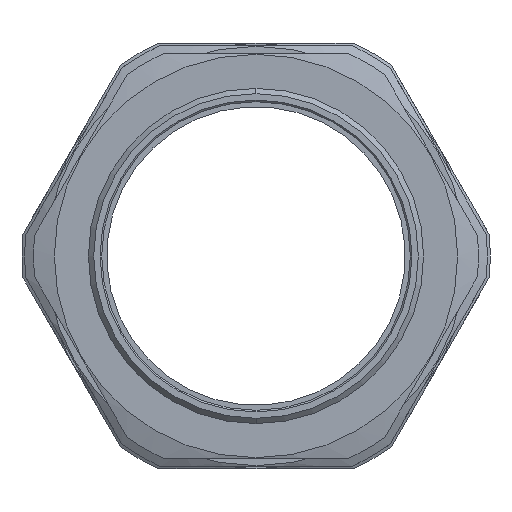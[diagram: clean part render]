
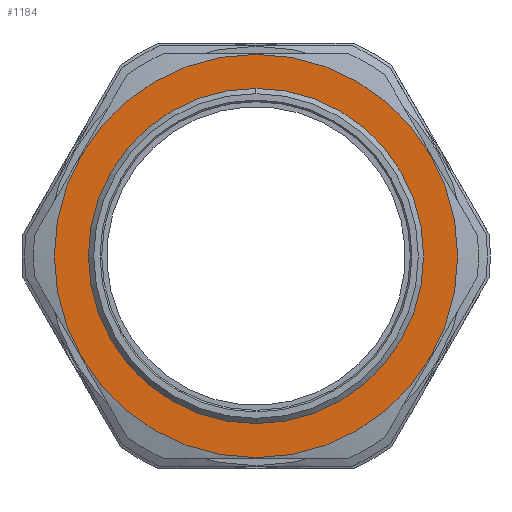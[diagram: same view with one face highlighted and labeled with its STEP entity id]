
A CAD part, left-side view. The second image highlights one B-rep face of the part: STEP entity #1184.
In plain terms, the highlighted planar face has unit normal (-1, 0, 0).
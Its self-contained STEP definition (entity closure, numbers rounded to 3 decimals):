
#161 = CARTESIAN_POINT ( 'NONE',  ( 15., 0., 0. ) ) ;
#337 = DIRECTION ( 'NONE',  ( 0., 0., -1. ) ) ;
#340 = DIRECTION ( 'NONE',  ( 1., 0., 0. ) ) ;
#347 = CARTESIAN_POINT ( 'NONE',  ( 15., 0., -31.5 ) ) ;
#354 = CARTESIAN_POINT ( 'NONE',  ( 15., 0., 0. ) ) ;
#410 = EDGE_CURVE ( 'NONE', #2725, #3781, #3211, .T. ) ;
#479 = DIRECTION ( 'NONE',  ( 0., 0., 1. ) ) ;
#500 = EDGE_CURVE ( 'NONE', #3781, #2725, #640, .T. ) ;
#595 = CARTESIAN_POINT ( 'NONE',  ( 15., 0., -37.9 ) ) ;
#637 = CARTESIAN_POINT ( 'NONE',  ( 15., 0., -42.3 ) ) ;
#640 = CIRCLE ( 'NONE', #3005, 37.9 ) ;
#692 = ORIENTED_EDGE ( 'NONE', *, *, #410, .F. ) ;
#735 = AXIS2_PLACEMENT_3D ( 'NONE', #637, #4148, #3215 ) ;
#746 = FACE_OUTER_BOUND ( 'NONE', #4066, .T. ) ;
#917 = VERTEX_POINT ( 'NONE', #1758 ) ;
#955 = PLANE ( 'NONE',  #735 ) ;
#975 = CARTESIAN_POINT ( 'NONE',  ( 15., 0., 0. ) ) ;
#1184 = ADVANCED_FACE ( 'NONE', ( #746, #2369 ), #955, .F. ) ;
#1288 = DIRECTION ( 'NONE',  ( 0., 0., 1. ) ) ;
#1358 = ORIENTED_EDGE ( 'NONE', *, *, #500, .F. ) ;
#1553 = EDGE_CURVE ( 'NONE', #1871, #917, #3055, .T. ) ;
#1758 = CARTESIAN_POINT ( 'NONE',  ( 15., 0., 31.5 ) ) ;
#1871 = VERTEX_POINT ( 'NONE', #347 ) ;
#1948 = AXIS2_PLACEMENT_3D ( 'NONE', #354, #340, #337 ) ;
#1981 = ORIENTED_EDGE ( 'NONE', *, *, #1553, .F. ) ;
#2369 = FACE_BOUND ( 'NONE', #3680, .T. ) ;
#2386 = AXIS2_PLACEMENT_3D ( 'NONE', #161, #2413, #479 ) ;
#2413 = DIRECTION ( 'NONE',  ( -1., 0., 0. ) ) ;
#2600 = DIRECTION ( 'NONE',  ( 0., 0., -1. ) ) ;
#2725 = VERTEX_POINT ( 'NONE', #2851 ) ;
#2754 = CARTESIAN_POINT ( 'NONE',  ( 15., 0., 0. ) ) ;
#2795 = CIRCLE ( 'NONE', #2906, 31.5 ) ;
#2851 = CARTESIAN_POINT ( 'NONE',  ( 15., 0., 37.9 ) ) ;
#2864 = DIRECTION ( 'NONE',  ( 1., 0., 0. ) ) ;
#2906 = AXIS2_PLACEMENT_3D ( 'NONE', #975, #3231, #1288 ) ;
#3005 = AXIS2_PLACEMENT_3D ( 'NONE', #2754, #2864, #2600 ) ;
#3055 = CIRCLE ( 'NONE', #2386, 31.5 ) ;
#3211 = CIRCLE ( 'NONE', #1948, 37.9 ) ;
#3215 = DIRECTION ( 'NONE',  ( 0., 0., -1. ) ) ;
#3231 = DIRECTION ( 'NONE',  ( -1., 0., 0. ) ) ;
#3361 = EDGE_CURVE ( 'NONE', #917, #1871, #2795, .T. ) ;
#3680 = EDGE_LOOP ( 'NONE', ( #1981, #3862 ) ) ;
#3781 = VERTEX_POINT ( 'NONE', #595 ) ;
#3862 = ORIENTED_EDGE ( 'NONE', *, *, #3361, .F. ) ;
#4066 = EDGE_LOOP ( 'NONE', ( #1358, #692 ) ) ;
#4148 = DIRECTION ( 'NONE',  ( 1., 0., 0. ) ) ;
